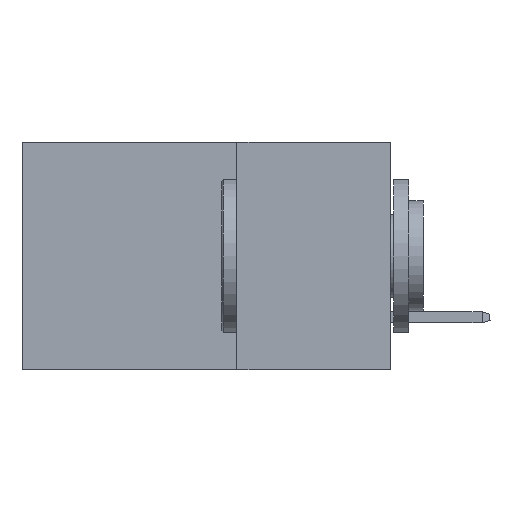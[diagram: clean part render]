
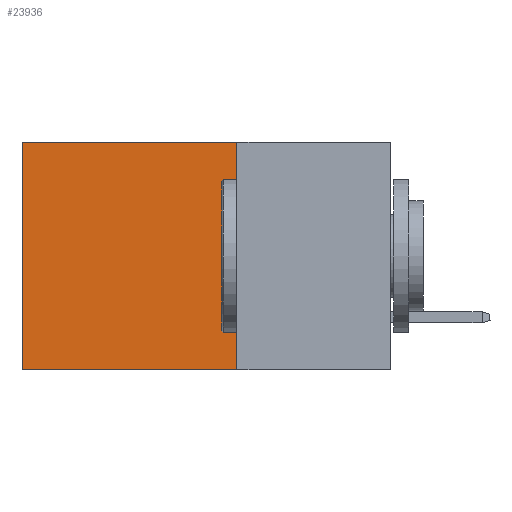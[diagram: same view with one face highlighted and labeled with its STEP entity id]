
A CAD part, left-side view. The second image highlights one B-rep face of the part: STEP entity #23936.
In plain terms, the highlighted planar face has unit normal (-1, 0, 0).
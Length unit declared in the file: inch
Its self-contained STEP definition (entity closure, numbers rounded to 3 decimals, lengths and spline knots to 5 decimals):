
#177 = ORIENTED_EDGE ( 'NONE', *, *, #13119, .F. ) ;
#984 = CARTESIAN_POINT ( 'NONE',  ( 0.2875, 0.25, 0. ) ) ;
#1056 = DIRECTION ( 'NONE',  ( 0., 0., -1. ) ) ;
#1917 = CARTESIAN_POINT ( 'NONE',  ( 0.2875, 0.6, 0. ) ) ;
#2324 = VECTOR ( 'NONE', #10937, 39.37008 ) ;
#2628 = VERTEX_POINT ( 'NONE', #15739 ) ;
#3382 = CARTESIAN_POINT ( 'NONE',  ( 0.2875, 0.25, 0. ) ) ;
#4007 = EDGE_CURVE ( 'NONE', #23801, #25373, #7018, .T. ) ;
#5327 = VECTOR ( 'NONE', #5793, 39.37008 ) ;
#5730 = VECTOR ( 'NONE', #20168, 39.37008 ) ;
#5793 = DIRECTION ( 'NONE',  ( 0., 1., 0. ) ) ;
#6769 = DIRECTION ( 'NONE',  ( 0., 0., -1. ) ) ;
#7018 = LINE ( 'NONE', #1917, #25404 ) ;
#9055 = CARTESIAN_POINT ( 'NONE',  ( 0.2875, 0.6, -0.37 ) ) ;
#10617 = PLANE ( 'NONE',  #15657 ) ;
#10937 = DIRECTION ( 'NONE',  ( 0., 1., 0. ) ) ;
#12098 = LINE ( 'NONE', #984, #5730 ) ;
#13000 = CARTESIAN_POINT ( 'NONE',  ( 0.2875, 0.25, 0. ) ) ;
#13119 = EDGE_CURVE ( 'NONE', #2628, #25373, #27117, .T. ) ;
#13734 = ORIENTED_EDGE ( 'NONE', *, *, #23931, .T. ) ;
#14884 = CARTESIAN_POINT ( 'NONE',  ( 0.2875, 0.6, 0. ) ) ;
#15410 = DIRECTION ( 'NONE',  ( 1., 0., 0. ) ) ;
#15657 = AXIS2_PLACEMENT_3D ( 'NONE', #13000, #15410, #1056 ) ;
#15739 = CARTESIAN_POINT ( 'NONE',  ( 0.2875, 0.25, -0.37 ) ) ;
#15950 = ORIENTED_EDGE ( 'NONE', *, *, #4007, .T. ) ;
#16180 = EDGE_CURVE ( 'NONE', #16883, #2628, #12098, .T. ) ;
#16883 = VERTEX_POINT ( 'NONE', #17916 ) ;
#17916 = CARTESIAN_POINT ( 'NONE',  ( 0.2875, 0.25, 0. ) ) ;
#20168 = DIRECTION ( 'NONE',  ( 0., 0., -1. ) ) ;
#23801 = VERTEX_POINT ( 'NONE', #14884 ) ;
#23931 = EDGE_CURVE ( 'NONE', #16883, #23801, #30822, .T. ) ;
#23936 = ADVANCED_FACE ( 'NONE', ( #24467 ), #10617, .F. ) ;
#24467 = FACE_OUTER_BOUND ( 'NONE', #28655, .T. ) ;
#25373 = VERTEX_POINT ( 'NONE', #9055 ) ;
#25404 = VECTOR ( 'NONE', #6769, 39.37008 ) ;
#27117 = LINE ( 'NONE', #27719, #2324 ) ;
#27719 = CARTESIAN_POINT ( 'NONE',  ( 0.2875, 0.25, -0.37 ) ) ;
#28655 = EDGE_LOOP ( 'NONE', ( #15950, #177, #30832, #13734 ) ) ;
#30822 = LINE ( 'NONE', #3382, #5327 ) ;
#30832 = ORIENTED_EDGE ( 'NONE', *, *, #16180, .F. ) ;
